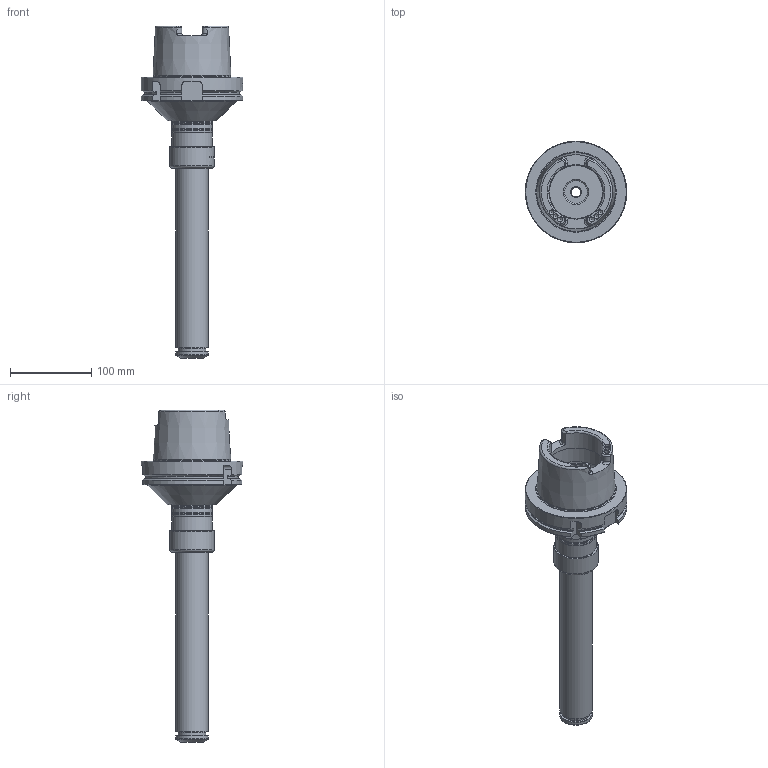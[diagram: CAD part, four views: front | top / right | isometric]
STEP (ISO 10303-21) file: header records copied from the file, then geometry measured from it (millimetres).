
FILE_DESCRIPTION(/* description */ (''),/* implementation_level */ '2;1');
FILE_NAME(/* name */ '889576180.stp',/* time_stamp */ '2023-03-15T12:31:14',/* author */ ('Ratnasingam Jekanthan'),/* organization */ ('REGO-FIX'),/* preprocessor_version */ ' Unknown',/* originating_system */ 'SIEMENS PLM Software Solid Edge ST10',/* authorization */ 'Unknown');
FILE_SCHEMA (('AUTOMOTIVE_DESIGN { 1 0 10303 214 2 1 1}'));
Length unit declared in the file: millimetre
Products named in the file (1): NOCUT
Bounding box: 125 x 125 x 409 mm (x, y, z)
Volume: 907053.6 mm3; surface area: 146229.1 mm2
Topology: 1 solids, 2 shells, 218 faces, 528 edges, 330 vertices
Faces by surface type: cylinder 62, cone 57, plane 57, torus 42
Full cylindrical faces by diameter (mm): 6 x6, 8.9 x1, 10 x1, 12 x1, 13 x1, 14 x2, 25 x1, 28.376 x1, 30.5 x1, 31 x1, 31.6 x1, 33 x1, 34 x1, 40 x2, 40.2 x1, 42 x1, 45 x1, 48.376 x2, 50 x1, 50.05 x1, 50.5 x4, 51.3 x1, 54.8 x1, 67 x2, 80 x1, 95.509 x1, 109.4 x1, 125 x1
Entity records: 7195 total; most frequent: CARTESIAN_POINT 1219, DIRECTION 954, ORIENTED_EDGE 746, AXIS2_PLACEMENT_3D 428, EDGE_CURVE 373, FACE_BOUND 357, EDGE_LOOP 351, VERTEX_POINT 294
